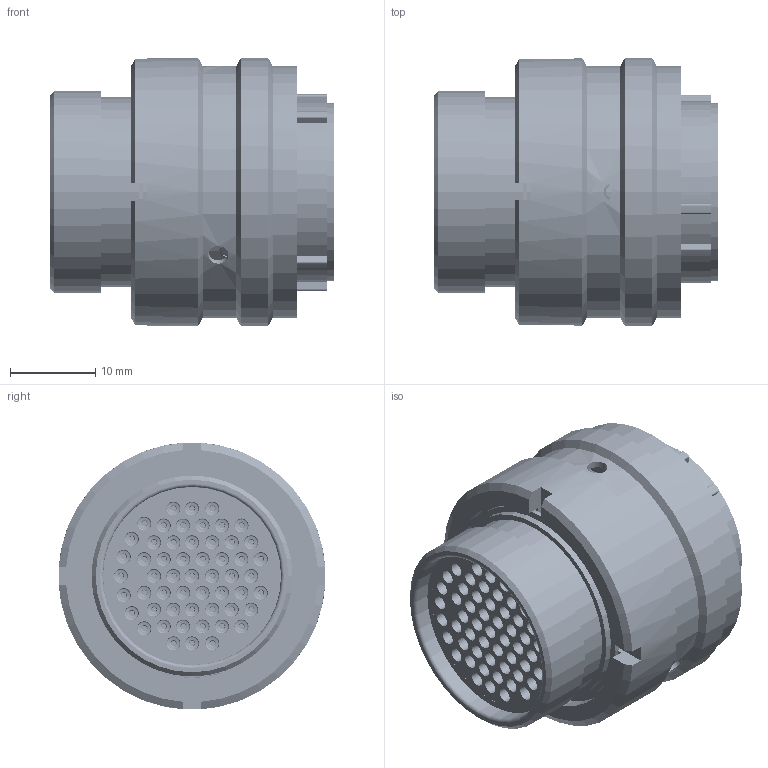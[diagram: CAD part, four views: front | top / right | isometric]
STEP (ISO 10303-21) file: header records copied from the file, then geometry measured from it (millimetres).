
FILE_DESCRIPTION (( 'STEP AP214' ), '1' );
FILE_NAME ('AS616-35PA.STEP', '2014-01-17T09:30:48', ( 'TE Connectivity' ), ( 'TE Connectivity' ), 'SwSTEP 2.0', 'SolidWorks 2011', '' );
FILE_SCHEMA (( 'AUTOMOTIVE_DESIGN' ));
Length unit declared in the file: millimetre
Products named in the file (1): AS616-35PA
Bounding box: 33.37 x 31.4 x 31.4 mm (x, y, z)
Volume: 11491.1 mm3; surface area: 15932.7 mm2
Topology: 63 solids, 63 shells, 2788 faces, 6187 edges, 3647 vertices
Faces by surface type: torus 996, cylinder 776, plane 549, cone 452, bspline 9, sphere 6
Entity records: 115070 total; most frequent: CARTESIAN_POINT 21117, DIRECTION 14445, ORIENTED_EDGE 12354, AXIS2_PLACEMENT_3D 6504, EDGE_CURVE 6177, CIRCLE 3726, VERTEX_POINT 3641, EDGE_LOOP 3144
